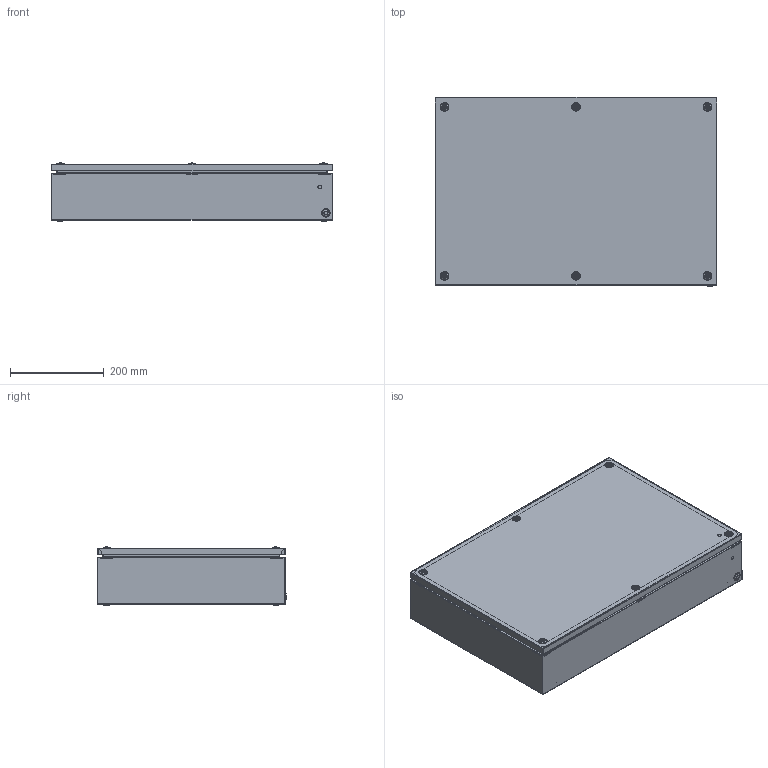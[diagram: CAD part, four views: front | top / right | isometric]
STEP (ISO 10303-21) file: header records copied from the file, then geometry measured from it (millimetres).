
FILE_DESCRIPTION (( 'STEP AP203' ), '1' );
FILE_NAME ('600x400x120 R5CDE64120.step', '2012-05-14T05:48:59', ( 'User' ), ( 'DKC' ), 'SwSTEP 2.0', 'SolidWorks 2011', '' );
FILE_SCHEMA (( 'CONFIG_CONTROL_DESIGN' ));
Products named in the file (19): 600x400x120 R5CDE64120; Tapping screw 4.2x9.5_Screw DIN 968-ST4.2x9.5-R-H-S; Mounting plates_600x400; AC00C323_Default; Screw M5 CDE AC00C324; Cover CDE 1mm_600x400; sealant for cover CDE_600x400; Frame CDE KO 1mm_600x400x120; CD01C556_CD01C556; Traversino CD01C553_400; end-cap_AC00C061; land; Çåðêàëüíî îòðàçèòüÇåðêàëüíî îòðàçèòüSquadretta fissaggio_Default; Çåðêàëüíî îòðàçèòüSquadretta fissaggio_Default; Squadretta fissaggio_CD01C555; End-cup AC00C317_Default; AC00C316_AC00C316; Frame CDE 1mm_600x400x120
Assembly tree (39 placements, depth 3):
  600x400x120 R5CDE64120
    Screw M5 CDE AC00C324  x6
    AC00C323_Default  x6
    Mounting plates_600x400
    Cover CDE 1mm_600x400
      Cover CDE 1mm_600x400
      sealant for cover CDE_600x400
      land
      end-cap_AC00C061
    Tapping screw 4.2x9.5_Screw DIN 968-ST4.2x9.5-R-H-S  x4
    Frame CDE KO 1mm_600x400x120
      Çåðêàëüíî îòðàçèòüSquadretta fissaggio_Default  x2
      End-cup AC00C317_Default  x4
      end-cap_AC00C061
      Çåðêàëüíî îòðàçèòüÇåðêàëüíî îòðàçèòüSquadretta fissaggio_Default
      CD01C556_CD01C556  x2
      AC00C316_AC00C316
      Traversino CD01C553_400  x2
      Squadretta fissaggio_CD01C555
      Frame CDE 1mm_600x400x120
      land
Bounding box: 600 x 402.5 x 124.18 mm (x, y, z)
Volume: 1316649.9 mm3; surface area: 2087723.8 mm2
Topology: 39 solids, 39 shells, 2445 faces, 6193 edges, 3886 vertices
Faces by surface type: plane 822, cylinder 651, bspline 614, cone 244, torus 84, sphere 30
Entity records: 111645 total; most frequent: CARTESIAN_POINT 82191, ORIENTED_EDGE 6260, DIRECTION 4732, EDGE_CURVE 3130, VERTEX_POINT 1942, AXIS2_PLACEMENT_3D 1730, EDGE_LOOP 1348, LINE 1272
